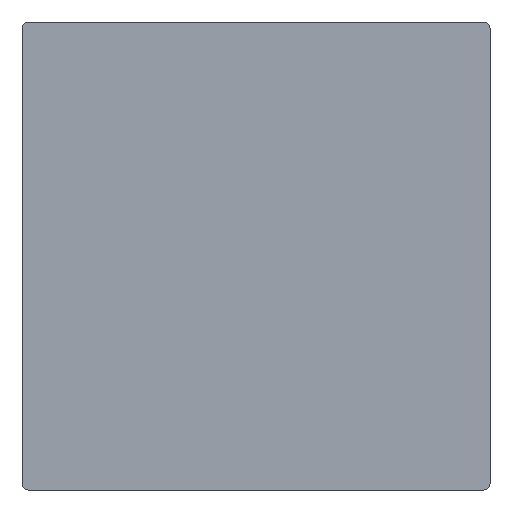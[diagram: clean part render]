
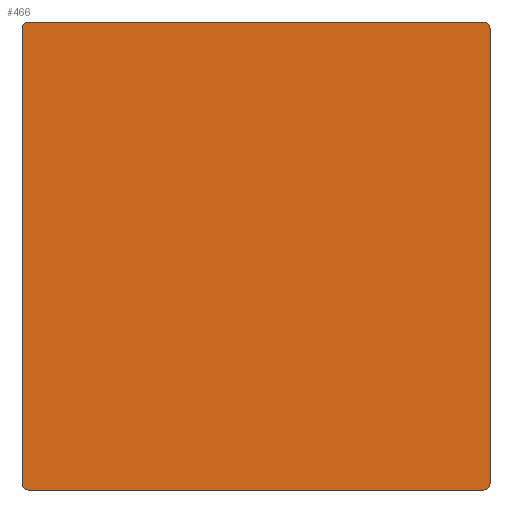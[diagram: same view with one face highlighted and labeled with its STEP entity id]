
A CAD part, front view. The second image highlights one B-rep face of the part: STEP entity #466.
In plain terms, the highlighted planar face has unit normal (0, -1, 0).
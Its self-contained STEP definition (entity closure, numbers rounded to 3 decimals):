
#25 = VECTOR ( 'NONE', #857, 1000. ) ;
#48 = VECTOR ( 'NONE', #826, 1000. ) ;
#49 = DIRECTION ( 'NONE',  ( 0., 0., -1. ) ) ;
#93 = FACE_OUTER_BOUND ( 'NONE', #1098, .T. ) ;
#97 = AXIS2_PLACEMENT_3D ( 'NONE', #1049, #431, #426 ) ;
#114 = LINE ( 'NONE', #897, #48 ) ;
#116 = CARTESIAN_POINT ( 'NONE',  ( 29.2, 0., 29.2 ) ) ;
#123 = ORIENTED_EDGE ( 'NONE', *, *, #214, .F. ) ;
#134 = AXIS2_PLACEMENT_3D ( 'NONE', #318, #312, #305 ) ;
#142 = DIRECTION ( 'NONE',  ( 1., 0., 0. ) ) ;
#160 = ORIENTED_EDGE ( 'NONE', *, *, #518, .T. ) ;
#164 = CIRCLE ( 'NONE', #458, 0.8 ) ;
#196 = EDGE_CURVE ( 'NONE', #1056, #1154, #164, .T. ) ;
#209 = CARTESIAN_POINT ( 'NONE',  ( -30., 0., 30. ) ) ;
#214 = EDGE_CURVE ( 'NONE', #992, #925, #114, .T. ) ;
#231 = CARTESIAN_POINT ( 'NONE',  ( 30., 0., 29.2 ) ) ;
#280 = EDGE_CURVE ( 'NONE', #665, #925, #883, .T. ) ;
#299 = DIRECTION ( 'NONE',  ( 0., -1., 0. ) ) ;
#305 = DIRECTION ( 'NONE',  ( 0., 0., -1. ) ) ;
#312 = DIRECTION ( 'NONE',  ( 0., -1., 0. ) ) ;
#318 = CARTESIAN_POINT ( 'NONE',  ( 29.2, 0., -29.2 ) ) ;
#323 = CARTESIAN_POINT ( 'NONE',  ( -30., 0., -29.2 ) ) ;
#363 = ORIENTED_EDGE ( 'NONE', *, *, #1193, .T. ) ;
#366 = LINE ( 'NONE', #949, #25 ) ;
#367 = CARTESIAN_POINT ( 'NONE',  ( 29.2, 0., -30. ) ) ;
#370 = VERTEX_POINT ( 'NONE', #367 ) ;
#425 = VECTOR ( 'NONE', #49, 1000. ) ;
#426 = DIRECTION ( 'NONE',  ( 0., 0., -1. ) ) ;
#431 = DIRECTION ( 'NONE',  ( 0., -1., 0. ) ) ;
#446 = CARTESIAN_POINT ( 'NONE',  ( 30., 0., 30. ) ) ;
#458 = AXIS2_PLACEMENT_3D ( 'NONE', #116, #299, #1103 ) ;
#466 = ADVANCED_FACE ( 'NONE', ( #93 ), #1142, .T. ) ;
#503 = LINE ( 'NONE', #446, #425 ) ;
#508 = ORIENTED_EDGE ( 'NONE', *, *, #921, .F. ) ;
#512 = CARTESIAN_POINT ( 'NONE',  ( 30., 0., -29.2 ) ) ;
#513 = ORIENTED_EDGE ( 'NONE', *, *, #1243, .F. ) ;
#518 = EDGE_CURVE ( 'NONE', #992, #712, #1186, .T. ) ;
#540 = ORIENTED_EDGE ( 'NONE', *, *, #280, .T. ) ;
#630 = EDGE_CURVE ( 'NONE', #1056, #795, #503, .T. ) ;
#665 = VERTEX_POINT ( 'NONE', #799 ) ;
#712 = VERTEX_POINT ( 'NONE', #882 ) ;
#728 = DIRECTION ( 'NONE',  ( 0., 0., -1. ) ) ;
#734 = DIRECTION ( 'NONE',  ( 0., -1., 0. ) ) ;
#740 = CARTESIAN_POINT ( 'NONE',  ( -29.2, 0., -29.2 ) ) ;
#779 = ORIENTED_EDGE ( 'NONE', *, *, #630, .F. ) ;
#795 = VERTEX_POINT ( 'NONE', #512 ) ;
#799 = CARTESIAN_POINT ( 'NONE',  ( -29.2, 0., 30. ) ) ;
#815 = AXIS2_PLACEMENT_3D ( 'NONE', #740, #734, #728 ) ;
#826 = DIRECTION ( 'NONE',  ( 0., 0., 1. ) ) ;
#857 = DIRECTION ( 'NONE',  ( -1., 0., 0. ) ) ;
#882 = CARTESIAN_POINT ( 'NONE',  ( -29.2, 0., -30. ) ) ;
#883 = CIRCLE ( 'NONE', #1040, 0.8 ) ;
#896 = DIRECTION ( 'NONE',  ( 0., 0., -1. ) ) ;
#897 = CARTESIAN_POINT ( 'NONE',  ( -30., 0., 30. ) ) ;
#900 = DIRECTION ( 'NONE',  ( 0., -1., 0. ) ) ;
#908 = CARTESIAN_POINT ( 'NONE',  ( -29.2, 0., 29.2 ) ) ;
#921 = EDGE_CURVE ( 'NONE', #370, #712, #366, .T. ) ;
#925 = VERTEX_POINT ( 'NONE', #932 ) ;
#932 = CARTESIAN_POINT ( 'NONE',  ( -30., 0., 29.2 ) ) ;
#949 = CARTESIAN_POINT ( 'NONE',  ( -30., 0., -30. ) ) ;
#954 = ORIENTED_EDGE ( 'NONE', *, *, #196, .T. ) ;
#992 = VERTEX_POINT ( 'NONE', #323 ) ;
#1040 = AXIS2_PLACEMENT_3D ( 'NONE', #908, #900, #896 ) ;
#1049 = CARTESIAN_POINT ( 'NONE',  ( 0., 0., 0. ) ) ;
#1053 = VECTOR ( 'NONE', #142, 1000. ) ;
#1056 = VERTEX_POINT ( 'NONE', #231 ) ;
#1079 = LINE ( 'NONE', #209, #1053 ) ;
#1098 = EDGE_LOOP ( 'NONE', ( #508, #363, #779, #954, #513, #540, #123, #160 ) ) ;
#1103 = DIRECTION ( 'NONE',  ( 0., 0., -1. ) ) ;
#1142 = PLANE ( 'NONE',  #97 ) ;
#1154 = VERTEX_POINT ( 'NONE', #1203 ) ;
#1159 = CIRCLE ( 'NONE', #134, 0.8 ) ;
#1186 = CIRCLE ( 'NONE', #815, 0.8 ) ;
#1193 = EDGE_CURVE ( 'NONE', #370, #795, #1159, .T. ) ;
#1203 = CARTESIAN_POINT ( 'NONE',  ( 29.2, 0., 30. ) ) ;
#1243 = EDGE_CURVE ( 'NONE', #665, #1154, #1079, .T. ) ;
